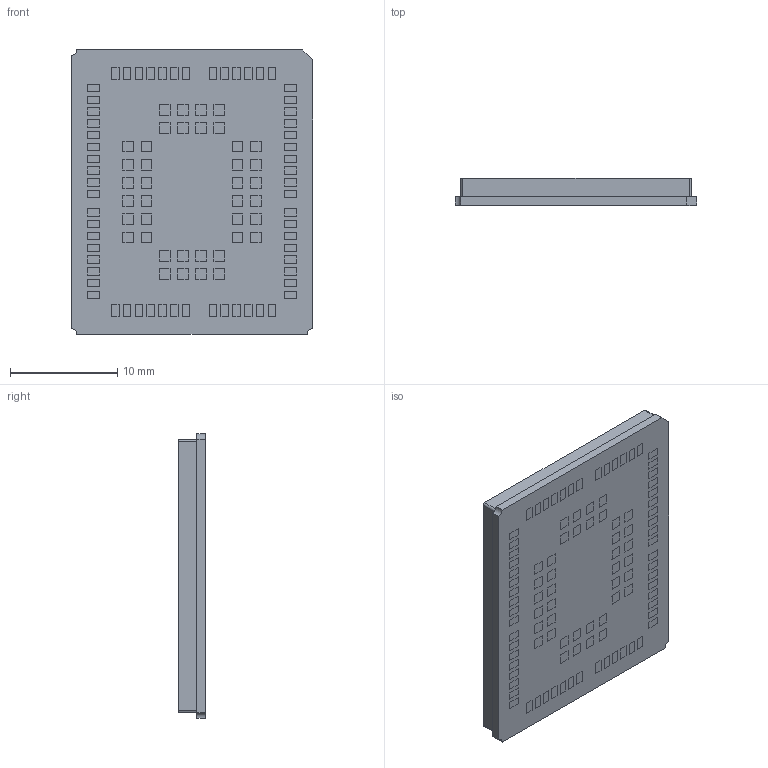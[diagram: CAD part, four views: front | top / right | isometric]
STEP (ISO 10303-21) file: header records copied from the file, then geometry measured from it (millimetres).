
FILE_DESCRIPTION (( 'STEP AP214' ), '1' );
FILE_NAME ('BG96.STEP', '2019-07-08T14:40:14', ( '' ), ( '' ), 'SwSTEP 2.0', 'SolidWorks 2017', '' );
FILE_SCHEMA (( 'AUTOMOTIVE_DESIGN' ));
Length unit declared in the file: millimetre
Products named in the file (1): BG96
Bounding box: 22.5 x 2.5 x 26.5 mm (x, y, z)
Volume: 1408.2 mm3; surface area: 2781.3 mm2
Topology: 104 solids, 104 shells, 1142 faces, 2496 edges, 1664 vertices
Faces by surface type: plane 1135, cylinder 7
Entity records: 31535 total; most frequent: CARTESIAN_POINT 5303, ORIENTED_EDGE 4992, DIRECTION 4796, EDGE_CURVE 2496, LINE 2482, VECTOR 2482, VERTEX_POINT 1664, EDGE_LOOP 1244
